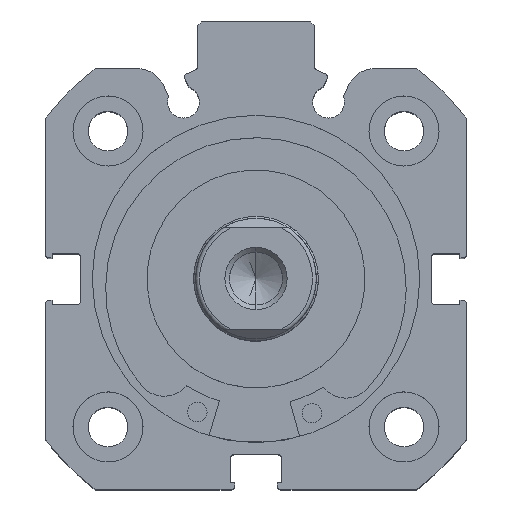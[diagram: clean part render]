
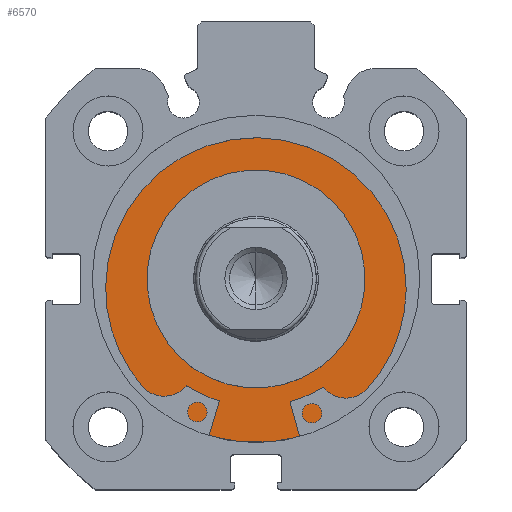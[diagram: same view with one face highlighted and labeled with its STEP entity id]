
A CAD part, top view. The second image highlights one B-rep face of the part: STEP entity #6570.
In plain terms, the highlighted face is planar.
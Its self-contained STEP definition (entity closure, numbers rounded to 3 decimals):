
#413 = CARTESIAN_POINT ( 'NONE',  ( 3.5, 0., 0. ) ) ;
#414 = DIRECTION ( 'NONE',  ( -1., 0., 0. ) ) ;
#415 = DIRECTION ( 'NONE',  ( 0., 0., 1. ) ) ;
#423 = CARTESIAN_POINT ( 'NONE',  ( 3.5, 0., 0. ) ) ;
#424 = DIRECTION ( 'NONE',  ( -1., 0., 0. ) ) ;
#425 = DIRECTION ( 'NONE',  ( 0., 0., 1. ) ) ;
#440 = CARTESIAN_POINT ( 'NONE',  ( 3.5, 0., 0. ) ) ;
#443 = CARTESIAN_POINT ( 'NONE',  ( 3.5, 0., 0. ) ) ;
#447 = DIRECTION ( 'NONE',  ( -1., 0., 0. ) ) ;
#448 = DIRECTION ( 'NONE',  ( 0., 0., 1. ) ) ;
#450 = DIRECTION ( 'NONE',  ( -1., 0., 0. ) ) ;
#451 = DIRECTION ( 'NONE',  ( 0., 0., 1. ) ) ;
#784 = CARTESIAN_POINT ( 'NONE',  ( 3.5, 0., -21. ) ) ;
#786 = CARTESIAN_POINT ( 'NONE',  ( 3.5, 0., 14. ) ) ;
#864 = CARTESIAN_POINT ( 'NONE',  ( 3.5, 0., -14. ) ) ;
#883 = CARTESIAN_POINT ( 'NONE',  ( 3.5, 0., 21. ) ) ;
#1044 = CARTESIAN_POINT ( 'NONE',  ( 3.5, 21., 0. ) ) ;
#1050 = PLANE ( 'NONE',  #7383 ) ;
#1051 = DIRECTION ( 'NONE',  ( 1., 0., 0. ) ) ;
#1052 = DIRECTION ( 'NONE',  ( 0., 0., -1. ) ) ;
#3182 = ORIENTED_EDGE ( 'NONE', *, *, #5089, .T. ) ;
#3208 = ORIENTED_EDGE ( 'NONE', *, *, #5080, .F. ) ;
#3212 = ORIENTED_EDGE ( 'NONE', *, *, #5088, .F. ) ;
#3213 = ORIENTED_EDGE ( 'NONE', *, *, #5075, .T. ) ;
#4088 = EDGE_LOOP ( 'NONE', ( #3208, #3212 ) ) ;
#4106 = EDGE_LOOP ( 'NONE', ( #3213, #3182 ) ) ;
#5075 = EDGE_CURVE ( 'NONE', #5467, #5368, #5941, .T. ) ;
#5080 = EDGE_CURVE ( 'NONE', #5370, #5448, #5948, .T. ) ;
#5088 = EDGE_CURVE ( 'NONE', #5448, #5370, #5956, .T. ) ;
#5089 = EDGE_CURVE ( 'NONE', #5368, #5467, #5958, .T. ) ;
#5368 = VERTEX_POINT ( 'NONE', #784 ) ;
#5370 = VERTEX_POINT ( 'NONE', #786 ) ;
#5448 = VERTEX_POINT ( 'NONE', #864 ) ;
#5467 = VERTEX_POINT ( 'NONE', #883 ) ;
#5941 = CIRCLE ( 'NONE', #7275, 21. ) ;
#5948 = CIRCLE ( 'NONE', #7279, 14. ) ;
#5956 = CIRCLE ( 'NONE', #7283, 14. ) ;
#5958 = CIRCLE ( 'NONE', #7284, 21. ) ;
#6185 = FACE_OUTER_BOUND ( 'NONE', #4106, .T. ) ;
#6189 = FACE_BOUND ( 'NONE', #4088, .T. ) ;
#6570 = ADVANCED_FACE ( 'NONE', ( #6189, #6185 ), #1050, .F. ) ;
#7275 = AXIS2_PLACEMENT_3D ( 'NONE', #413, #414, #415 ) ;
#7279 = AXIS2_PLACEMENT_3D ( 'NONE', #423, #424, #425 ) ;
#7283 = AXIS2_PLACEMENT_3D ( 'NONE', #440, #447, #448 ) ;
#7284 = AXIS2_PLACEMENT_3D ( 'NONE', #443, #450, #451 ) ;
#7383 = AXIS2_PLACEMENT_3D ( 'NONE', #1044, #1051, #1052 ) ;
